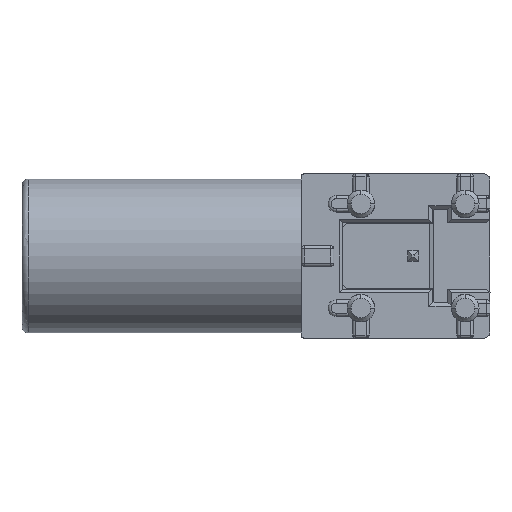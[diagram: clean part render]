
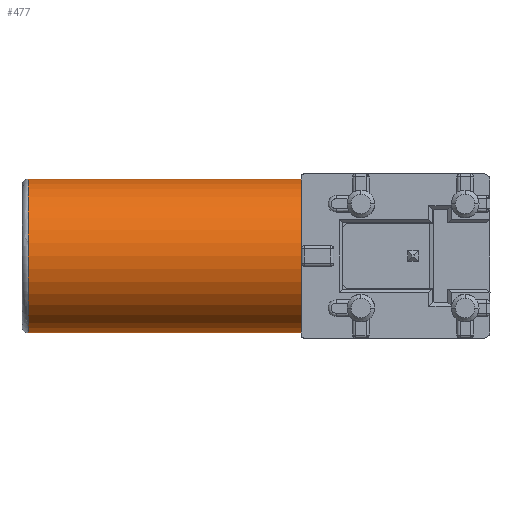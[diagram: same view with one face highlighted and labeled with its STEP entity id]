
A CAD part, front view. The second image highlights one B-rep face of the part: STEP entity #477.
In plain terms, the highlighted cylindrical face has radius 3.75 mm (diameter 7.5 mm), a full revolution.
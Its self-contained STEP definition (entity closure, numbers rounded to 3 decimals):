
#62=ELLIPSE('',#4070,3.882,3.75);
#114=FACE_BOUND('',#1041,.T.);
#115=FACE_BOUND('',#1042,.T.);
#116=FACE_BOUND('',#1043,.T.);
#117=FACE_BOUND('',#1044,.T.);
#118=FACE_BOUND('',#1045,.T.);
#157=CYLINDRICAL_SURFACE('',#4072,3.75);
#245=CIRCLE('',#4041,3.75);
#250=CIRCLE('',#4055,3.75);
#251=CIRCLE('',#4057,3.75);
#252=CIRCLE('',#4059,3.75);
#253=CIRCLE('',#4062,3.75);
#254=CIRCLE('',#4066,3.75);
#255=CIRCLE('',#4069,3.75);
#256=CIRCLE('',#4071,3.75);
#477=ADVANCED_FACE('',(#114,#115,#116,#117,#118),#157,.T.);
#1041=EDGE_LOOP('',(#1474,#1475));
#1042=EDGE_LOOP('',(#1476,#1477,#1478,#1479));
#1043=EDGE_LOOP('',(#1480,#1481,#1482,#1483));
#1044=EDGE_LOOP('',(#1484,#1485,#1486,#1487));
#1045=EDGE_LOOP('',(#1488));
#1474=ORIENTED_EDGE('',*,*,#2838,.T.);
#1475=ORIENTED_EDGE('',*,*,#2866,.T.);
#1476=ORIENTED_EDGE('',*,*,#2883,.F.);
#1477=ORIENTED_EDGE('',*,*,#2884,.T.);
#1478=ORIENTED_EDGE('',*,*,#2885,.T.);
#1479=ORIENTED_EDGE('',*,*,#2886,.F.);
#1480=ORIENTED_EDGE('',*,*,#2873,.T.);
#1481=ORIENTED_EDGE('',*,*,#2870,.T.);
#1482=ORIENTED_EDGE('',*,*,#2877,.T.);
#1483=ORIENTED_EDGE('',*,*,#2875,.T.);
#1484=ORIENTED_EDGE('',*,*,#2878,.T.);
#1485=ORIENTED_EDGE('',*,*,#2868,.T.);
#1486=ORIENTED_EDGE('',*,*,#2882,.T.);
#1487=ORIENTED_EDGE('',*,*,#2880,.T.);
#1488=ORIENTED_EDGE('',*,*,#2887,.T.);
#2446=VERTEX_POINT('',#5864);
#2447=VERTEX_POINT('',#5866);
#2468=VERTEX_POINT('',#5965);
#2469=VERTEX_POINT('',#5967);
#2470=VERTEX_POINT('',#5974);
#2471=VERTEX_POINT('',#5975);
#2472=VERTEX_POINT('',#5980);
#2473=VERTEX_POINT('',#5984);
#2474=VERTEX_POINT('',#5990);
#2475=VERTEX_POINT('',#5994);
#2476=VERTEX_POINT('',#6000);
#2477=VERTEX_POINT('',#6001);
#2478=VERTEX_POINT('',#6003);
#2479=VERTEX_POINT('',#6005);
#2480=VERTEX_POINT('',#6008);
#2838=EDGE_CURVE('',#2447,#2446,#245,.T.);
#2866=EDGE_CURVE('',#2446,#2447,#250,.T.);
#2868=EDGE_CURVE('',#2469,#2468,#251,.T.);
#2870=EDGE_CURVE('',#2470,#2471,#252,.T.);
#2873=EDGE_CURVE('',#2472,#2470,#3406,.T.);
#2875=EDGE_CURVE('',#2473,#2472,#253,.T.);
#2877=EDGE_CURVE('',#2471,#2473,#3409,.T.);
#2878=EDGE_CURVE('',#2474,#2469,#3410,.T.);
#2880=EDGE_CURVE('',#2475,#2474,#254,.T.);
#2882=EDGE_CURVE('',#2468,#2475,#3413,.T.);
#2883=EDGE_CURVE('',#2476,#2477,#3414,.T.);
#2884=EDGE_CURVE('',#2476,#2478,#255,.T.);
#2885=EDGE_CURVE('',#2478,#2479,#3415,.T.);
#2886=EDGE_CURVE('',#2477,#2479,#62,.T.);
#2887=EDGE_CURVE('',#2480,#2480,#256,.T.);
#3406=LINE('',#5979,#3740);
#3409=LINE('',#5987,#3743);
#3410=LINE('',#5989,#3744);
#3413=LINE('',#5997,#3747);
#3414=LINE('',#5999,#3748);
#3415=LINE('',#6004,#3749);
#3740=VECTOR('',#4683,1.);
#3743=VECTOR('',#4692,1.);
#3744=VECTOR('',#4695,1.);
#3747=VECTOR('',#4704,1.);
#3748=VECTOR('',#4707,1.);
#3749=VECTOR('',#4710,1.);
#4041=AXIS2_PLACEMENT_3D('',#5865,#4622,#4623);
#4055=AXIS2_PLACEMENT_3D('',#5959,#4669,#4670);
#4057=AXIS2_PLACEMENT_3D('',#5966,#4673,#4674);
#4059=AXIS2_PLACEMENT_3D('',#5973,#4677,#4678);
#4062=AXIS2_PLACEMENT_3D('',#5983,#4687,#4688);
#4066=AXIS2_PLACEMENT_3D('',#5993,#4699,#4700);
#4069=AXIS2_PLACEMENT_3D('',#6002,#4708,#4709);
#4070=AXIS2_PLACEMENT_3D('',#6006,#4711,#4712);
#4071=AXIS2_PLACEMENT_3D('',#6007,#4713,#4714);
#4072=AXIS2_PLACEMENT_3D('',#6009,#4715,#4716);
#4622=DIRECTION('',(1.,0.,0.));
#4623=DIRECTION('',(0.,0.,-1.));
#4669=DIRECTION('',(1.,0.,0.));
#4670=DIRECTION('',(0.,0.,-1.));
#4673=DIRECTION('',(-1.,0.,0.));
#4674=DIRECTION('',(0.,0.,-1.));
#4677=DIRECTION('',(-1.,0.,0.));
#4678=DIRECTION('',(0.,0.,-1.));
#4683=DIRECTION('',(-1.,0.,0.));
#4687=DIRECTION('',(1.,0.,0.));
#4688=DIRECTION('',(0.,0.,-1.));
#4692=DIRECTION('',(1.,0.,0.));
#4695=DIRECTION('',(-1.,0.,0.));
#4699=DIRECTION('',(1.,0.,0.));
#4700=DIRECTION('',(0.,0.,1.));
#4704=DIRECTION('',(1.,0.,0.));
#4707=DIRECTION('',(-1.,0.,0.));
#4708=DIRECTION('',(1.,0.,0.));
#4709=DIRECTION('',(0.,0.,1.));
#4710=DIRECTION('',(-1.,0.,0.));
#4711=DIRECTION('',(0.966,-0.218,-0.14));
#4712=DIRECTION('',(0.259,0.813,0.522));
#4713=DIRECTION('',(-1.,0.,0.));
#4714=DIRECTION('',(0.,0.,-1.));
#4715=DIRECTION('',(1.,0.,0.));
#4716=DIRECTION('',(0.,0.,1.));
#5864=CARTESIAN_POINT('',(65.828,-1.813,-3.75));
#5865=CARTESIAN_POINT('',(65.828,-1.813,0.));
#5866=CARTESIAN_POINT('',(65.828,-1.813,3.75));
#5959=CARTESIAN_POINT('',(65.828,-1.813,0.));
#5965=CARTESIAN_POINT('',(66.328,0.461,-2.982));
#5966=CARTESIAN_POINT('',(66.328,-1.813,0.));
#5967=CARTESIAN_POINT('',(66.328,1.169,-2.274));
#5973=CARTESIAN_POINT('',(70.078,-1.813,0.));
#5974=CARTESIAN_POINT('',(70.078,1.801,1.));
#5975=CARTESIAN_POINT('',(70.078,1.801,-1.));
#5979=CARTESIAN_POINT('',(65.828,1.801,1.));
#5980=CARTESIAN_POINT('',(74.728,1.801,1.));
#5983=CARTESIAN_POINT('',(74.728,-1.813,0.));
#5984=CARTESIAN_POINT('',(74.728,1.801,-1.));
#5987=CARTESIAN_POINT('',(65.828,1.801,-1.));
#5989=CARTESIAN_POINT('',(65.828,1.169,-2.274));
#5990=CARTESIAN_POINT('',(75.028,1.169,-2.274));
#5993=CARTESIAN_POINT('',(75.028,-1.813,0.));
#5994=CARTESIAN_POINT('',(75.028,0.461,-2.982));
#5997=CARTESIAN_POINT('',(65.828,0.461,-2.982));
#5999=CARTESIAN_POINT('',(75.028,1.703,1.305));
#6000=CARTESIAN_POINT('',(75.028,1.703,1.305));
#6001=CARTESIAN_POINT('',(66.328,1.703,1.305));
#6002=CARTESIAN_POINT('',(75.028,-1.813,0.));
#6003=CARTESIAN_POINT('',(75.028,0.839,2.652));
#6004=CARTESIAN_POINT('',(75.028,0.839,2.652));
#6005=CARTESIAN_POINT('',(66.328,0.839,2.652));
#6006=CARTESIAN_POINT('',(65.346,-1.813,0.));
#6007=CARTESIAN_POINT('',(79.128,-1.813,0.));
#6008=CARTESIAN_POINT('',(79.128,-1.813,-3.75));
#6009=CARTESIAN_POINT('',(65.828,-1.813,0.));
